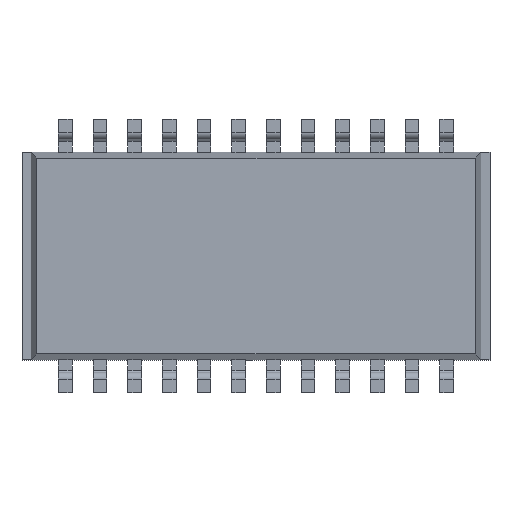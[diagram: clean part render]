
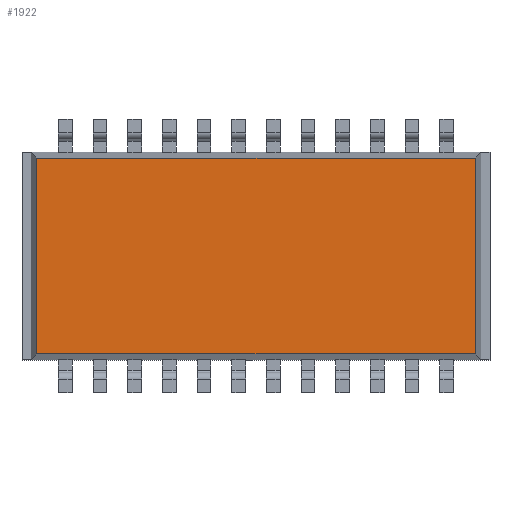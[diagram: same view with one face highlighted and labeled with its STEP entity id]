
A CAD part, front view. The second image highlights one B-rep face of the part: STEP entity #1922.
In plain terms, the highlighted planar face has unit normal (0, -1, 0).
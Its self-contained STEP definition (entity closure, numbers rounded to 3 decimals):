
#12 = VECTOR ( 'NONE', #2793, 1000. ) ;
#272 = DIRECTION ( 'NONE',  ( 0., 0., 1. ) ) ;
#473 = ORIENTED_EDGE ( 'NONE', *, *, #2533, .F. ) ;
#701 = PLANE ( 'NONE',  #7937 ) ;
#1638 = VECTOR ( 'NONE', #6878, 1000. ) ;
#1826 = EDGE_CURVE ( 'NONE', #8222, #10635, #11498, .T. ) ;
#1915 = VERTEX_POINT ( 'NONE', #8051 ) ;
#1922 = ADVANCED_FACE ( 'NONE', ( #11229 ), #701, .F. ) ;
#2006 = EDGE_CURVE ( 'NONE', #1915, #8222, #2065, .T. ) ;
#2014 = CARTESIAN_POINT ( 'NONE',  ( 6.324, -1., 0. ) ) ;
#2065 = LINE ( 'NONE', #11081, #11486 ) ;
#2533 = EDGE_CURVE ( 'NONE', #3196, #1915, #10055, .T. ) ;
#2537 = DIRECTION ( 'NONE',  ( 0., 0., 1. ) ) ;
#2793 = DIRECTION ( 'NONE',  ( -1., 0., 0. ) ) ;
#3196 = VERTEX_POINT ( 'NONE', #9633 ) ;
#3243 = CARTESIAN_POINT ( 'NONE',  ( -6.324, -1., 2.824 ) ) ;
#4968 = CARTESIAN_POINT ( 'NONE',  ( 6.324, -1., 2.824 ) ) ;
#5195 = VECTOR ( 'NONE', #7440, 1000. ) ;
#6878 = DIRECTION ( 'NONE',  ( 1., 0., 0. ) ) ;
#7064 = CARTESIAN_POINT ( 'NONE',  ( 0., -1., 0. ) ) ;
#7440 = DIRECTION ( 'NONE',  ( 0., 0., -1. ) ) ;
#7937 = AXIS2_PLACEMENT_3D ( 'NONE', #7064, #8010, #2537 ) ;
#7951 = EDGE_LOOP ( 'NONE', ( #9081, #473, #8659, #9530 ) ) ;
#8010 = DIRECTION ( 'NONE',  ( 0., 1., 0. ) ) ;
#8051 = CARTESIAN_POINT ( 'NONE',  ( -6.324, -1., -2.824 ) ) ;
#8222 = VERTEX_POINT ( 'NONE', #3243 ) ;
#8659 = ORIENTED_EDGE ( 'NONE', *, *, #10986, .F. ) ;
#9081 = ORIENTED_EDGE ( 'NONE', *, *, #2006, .F. ) ;
#9476 = CARTESIAN_POINT ( 'NONE',  ( 0., -1., 2.824 ) ) ;
#9530 = ORIENTED_EDGE ( 'NONE', *, *, #1826, .F. ) ;
#9633 = CARTESIAN_POINT ( 'NONE',  ( 6.324, -1., -2.824 ) ) ;
#9671 = LINE ( 'NONE', #2014, #5195 ) ;
#10055 = LINE ( 'NONE', #10230, #12 ) ;
#10230 = CARTESIAN_POINT ( 'NONE',  ( 0., -1., -2.824 ) ) ;
#10635 = VERTEX_POINT ( 'NONE', #4968 ) ;
#10986 = EDGE_CURVE ( 'NONE', #10635, #3196, #9671, .T. ) ;
#11081 = CARTESIAN_POINT ( 'NONE',  ( -6.324, -1., 0. ) ) ;
#11229 = FACE_OUTER_BOUND ( 'NONE', #7951, .T. ) ;
#11486 = VECTOR ( 'NONE', #272, 1000. ) ;
#11498 = LINE ( 'NONE', #9476, #1638 ) ;
